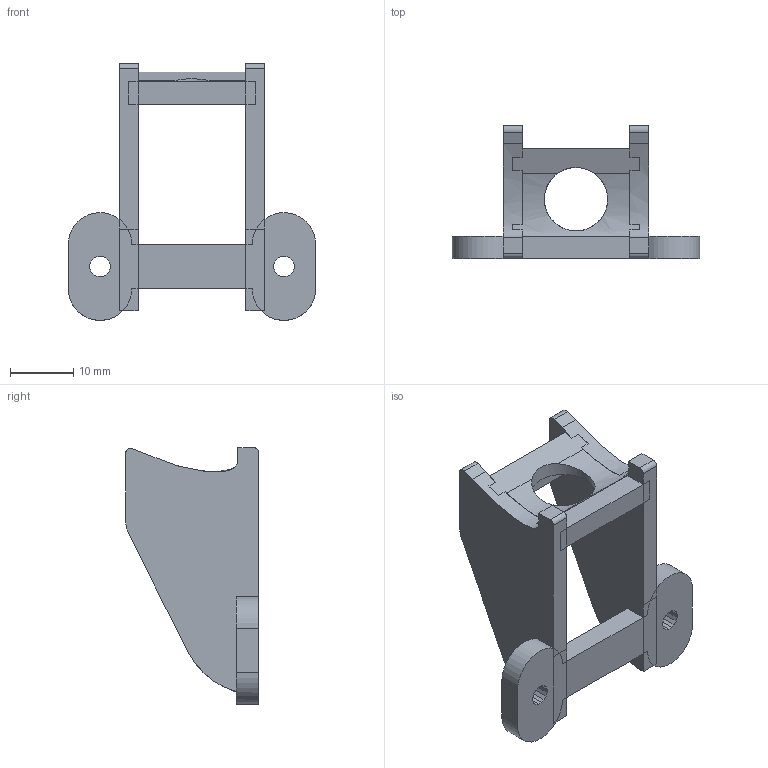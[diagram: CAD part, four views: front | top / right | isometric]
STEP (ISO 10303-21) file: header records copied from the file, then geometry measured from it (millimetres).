
FILE_DESCRIPTION(('FreeCAD Model'),'2;1');
FILE_NAME('Open CASCADE Shape Model','2023-07-04T18:51:53',(''),(''), 'Open CASCADE STEP processor 7.6','FreeCAD','Unknown');
FILE_SCHEMA(('AUTOMOTIVE_DESIGN { 1 0 10303 214 1 1 1 1 }'));
Length unit declared in the file: millimetre
Products named in the file (1): Rear wing mount001
Bounding box: 39 x 20.93 x 40.49 mm (x, y, z)
Volume: 5322.1 mm3; surface area: 4568.6 mm2
Topology: 1 solids, 1 shells, 107 faces, 308 edges, 200 vertices
Faces by surface type: plane 91, cylinder 13, extrusion 3
Full cylindrical faces by diameter (mm): 10 x1
Entity records: 9448 total; most frequent: CARTESIAN_POINT 3384, DIRECTION 1078, VECTOR 776, LINE 773, ORIENTED_EDGE 616, PCURVE 616, DEFINITIONAL_REPRESENTATION 616, EDGE_CURVE 308
